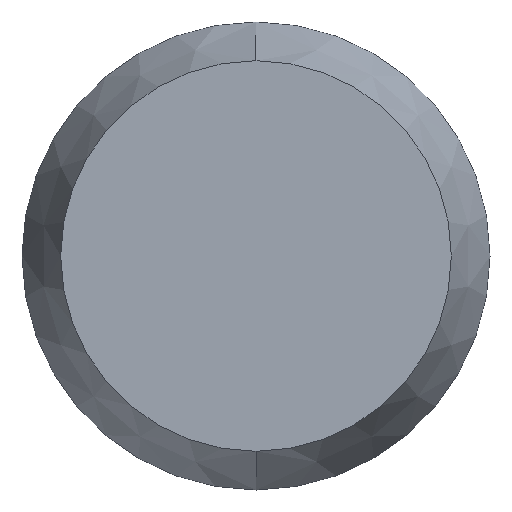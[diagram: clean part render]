
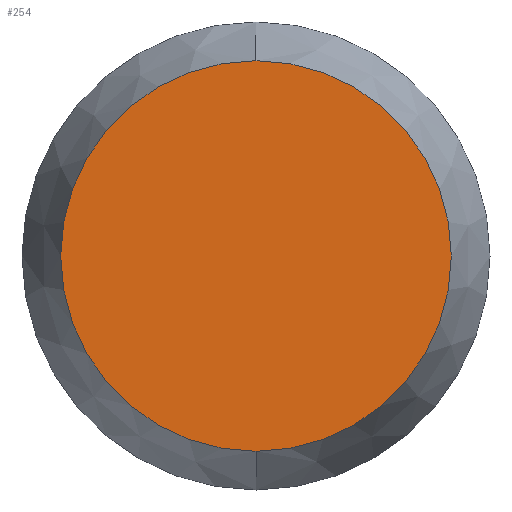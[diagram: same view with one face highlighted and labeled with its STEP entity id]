
A CAD part, left-side view. The second image highlights one B-rep face of the part: STEP entity #254.
In plain terms, the highlighted planar face has unit normal (-1, 0, 0).
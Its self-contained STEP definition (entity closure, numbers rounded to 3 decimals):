
#16 = CARTESIAN_POINT ( 'NONE',  ( -13., 0., 0. ) ) ;
#21 = VERTEX_POINT ( 'NONE', #23 ) ;
#23 = CARTESIAN_POINT ( 'NONE',  ( -13., 0., 18.36 ) ) ;
#30 = FACE_OUTER_BOUND ( 'NONE', #101, .T. ) ;
#32 = CARTESIAN_POINT ( 'NONE',  ( -13., 0., 0. ) ) ;
#38 = CIRCLE ( 'NONE', #108, 18.36 ) ;
#44 = ORIENTED_EDGE ( 'NONE', *, *, #207, .T. ) ;
#46 = EDGE_CURVE ( 'NONE', #21, #82, #174, .T. ) ;
#68 = DIRECTION ( 'NONE',  ( -1., 0., 0. ) ) ;
#82 = VERTEX_POINT ( 'NONE', #250 ) ;
#93 = AXIS2_PLACEMENT_3D ( 'NONE', #145, #68, #205 ) ;
#101 = EDGE_LOOP ( 'NONE', ( #44, #188 ) ) ;
#108 = AXIS2_PLACEMENT_3D ( 'NONE', #16, #148, #116 ) ;
#111 = PLANE ( 'NONE',  #141 ) ;
#116 = DIRECTION ( 'NONE',  ( 0., 0., 1. ) ) ;
#141 = AXIS2_PLACEMENT_3D ( 'NONE', #32, #234, #236 ) ;
#145 = CARTESIAN_POINT ( 'NONE',  ( -13., 0., 0. ) ) ;
#148 = DIRECTION ( 'NONE',  ( -1., 0., 0. ) ) ;
#174 = CIRCLE ( 'NONE', #93, 18.36 ) ;
#188 = ORIENTED_EDGE ( 'NONE', *, *, #46, .T. ) ;
#205 = DIRECTION ( 'NONE',  ( 0., 0., 1. ) ) ;
#207 = EDGE_CURVE ( 'NONE', #82, #21, #38, .T. ) ;
#234 = DIRECTION ( 'NONE',  ( 1., 0., 0. ) ) ;
#236 = DIRECTION ( 'NONE',  ( 0., 0., -1. ) ) ;
#250 = CARTESIAN_POINT ( 'NONE',  ( -13., 0., -18.36 ) ) ;
#254 = ADVANCED_FACE ( 'NONE', ( #30 ), #111, .F. ) ;
